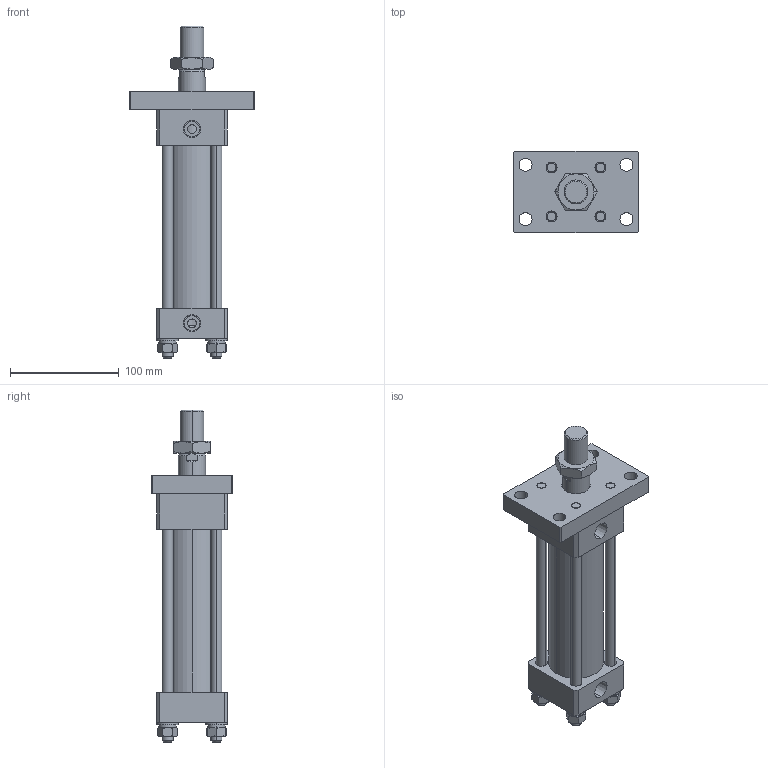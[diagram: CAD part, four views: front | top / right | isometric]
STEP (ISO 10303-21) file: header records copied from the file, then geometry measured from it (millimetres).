
FILE_DESCRIPTION (( 'STEP AP203' ), '1' );
FILE_NAME ('HOB-40-25-100-FA.STEP', '2021-04-27T02:54:28', ( '微软用户' ), ( '微软中国' ), 'SwSTEP 2.0', 'SolidWorks 2012', '' );
FILE_SCHEMA (( 'CONFIG_CONTROL_DESIGN' ));
Length unit declared in the file: millimetre
Products named in the file (11): HOB-40-25-100前盖; HOB-40-25-100活塞杆; HOB-40-25-100-FA嶺裝; HOB-40-25-100綴裔; HOB-40-25-100掛极; HOB-40-25-100-FA楊擘; HOB-40-25-100-FA; hex thin nuts-grades ab-chamfered gb_GB_FASTENER_NUT_STNAB  B M22-N; spring lock washers--normal type gb_GB_FASTENER_WASHER_SW 10; plain washers--product grade c gb_GB_FASTENER_WASHER_SMWC 10; hex nuts 1-fine pitch-grades ab gb_GB_FASTENER_NUT_SNAB1XY M10X1.25-N
Assembly tree (22 placements, depth 2):
  HOB-40-25-100-FA
    HOB-40-25-100-FA楊擘
    HOB-40-25-100掛极
    HOB-40-25-100綴裔
    HOB-40-25-100-FA嶺裝  x4
    HOB-40-25-100活塞杆
    HOB-40-25-100前盖
    hex nuts 1-fine pitch-grades ab gb_GB_FASTENER_NUT_SNAB1XY M10X1.25-N  x4
    plain washers--product grade c gb_GB_FASTENER_WASHER_SMWC 10  x4
    spring lock washers--normal type gb_GB_FASTENER_WASHER_SW 10  x4
    hex thin nuts-grades ab-chamfered gb_GB_FASTENER_NUT_STNAB  B M22-N
Bounding box: 115 x 75 x 306 mm (x, y, z)
Volume: 677091.5 mm3; surface area: 184434.5 mm2
Topology: 22 solids, 22 shells, 330 faces, 748 edges, 471 vertices
Faces by surface type: cylinder 130, plane 113, cone 77, torus 10
Entity records: 7929 total; most frequent: CARTESIAN_POINT 1487, DIRECTION 1134, ORIENTED_EDGE 956, EDGE_CURVE 478, AXIS2_PLACEMENT_3D 468, VERTEX_POINT 303, EDGE_LOOP 261, CIRCLE 239
